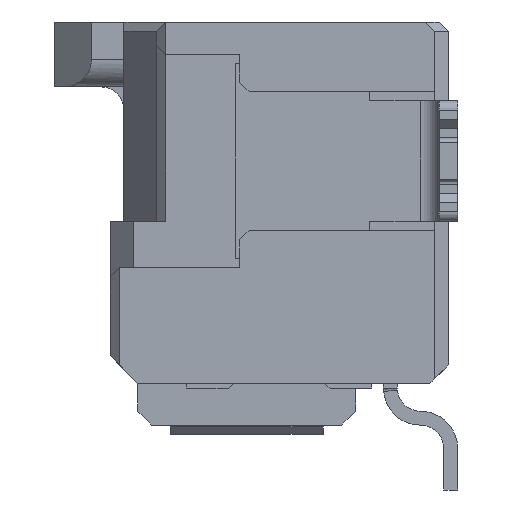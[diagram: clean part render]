
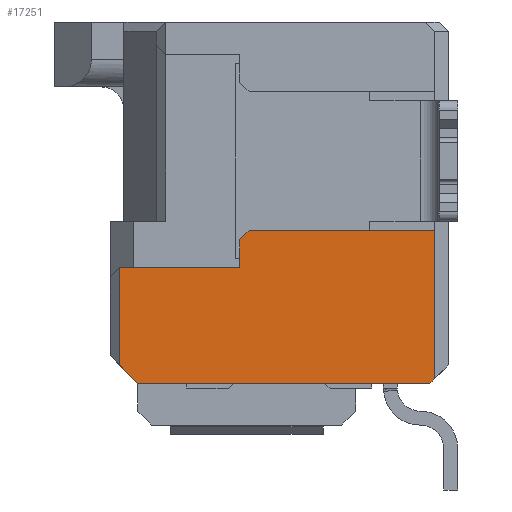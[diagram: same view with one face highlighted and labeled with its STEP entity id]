
A CAD part, left-side view. The second image highlights one B-rep face of the part: STEP entity #17251.
In plain terms, the highlighted planar face has unit normal (-1, 0, 0).
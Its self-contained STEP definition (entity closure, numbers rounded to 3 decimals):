
#565 = VERTEX_POINT ( 'NONE', #9546 ) ;
#1402 = LINE ( 'NONE', #11348, #36598 ) ;
#3966 = LINE ( 'NONE', #17794, #34124 ) ;
#4044 = LINE ( 'NONE', #28927, #37890 ) ;
#4542 = CARTESIAN_POINT ( 'NONE',  ( -12.55, 0.15, 0.5 ) ) ;
#5300 = CARTESIAN_POINT ( 'NONE',  ( -12.55, 2.25, 1.275 ) ) ;
#5670 = VECTOR ( 'NONE', #20003, 1000. ) ;
#5911 = VECTOR ( 'NONE', #29728, 1000. ) ;
#5944 = DIRECTION ( 'NONE',  ( 0., 0., -1. ) ) ;
#6003 = EDGE_CURVE ( 'NONE', #35225, #565, #33233, .T. ) ;
#6049 = ORIENTED_EDGE ( 'NONE', *, *, #14041, .T. ) ;
#6436 = CARTESIAN_POINT ( 'NONE',  ( -12.55, 2.15, 2.1 ) ) ;
#6556 = DIRECTION ( 'NONE',  ( 0., 0., 1. ) ) ;
#6841 = EDGE_LOOP ( 'NONE', ( #27582, #6049, #31428, #22932, #15451, #26086, #31447, #28002, #33632 ) ) ;
#7649 = EDGE_CURVE ( 'NONE', #565, #25701, #26879, .T. ) ;
#9255 = VERTEX_POINT ( 'NONE', #6436 ) ;
#9296 = CARTESIAN_POINT ( 'NONE',  ( -12.55, 3.55, 0.65 ) ) ;
#9546 = CARTESIAN_POINT ( 'NONE',  ( -12.55, 3.55, 1.7 ) ) ;
#9547 = DIRECTION ( 'NONE',  ( 0., -0.707, -0.707 ) ) ;
#11348 = CARTESIAN_POINT ( 'NONE',  ( -12.55, 2.15, 2.1 ) ) ;
#12169 = VERTEX_POINT ( 'NONE', #29664 ) ;
#12497 = EDGE_CURVE ( 'NONE', #9255, #16462, #1402, .T. ) ;
#12714 = CARTESIAN_POINT ( 'NONE',  ( -12.55, 3.55, 0.45 ) ) ;
#14041 = EDGE_CURVE ( 'NONE', #16462, #35225, #23558, .T. ) ;
#14641 = CARTESIAN_POINT ( 'NONE',  ( -12.55, 3.55, 0.65 ) ) ;
#14885 = EDGE_CURVE ( 'NONE', #12169, #36537, #37393, .T. ) ;
#15113 = CARTESIAN_POINT ( 'NONE',  ( -12.55, 2.25, 1.7 ) ) ;
#15117 = DIRECTION ( 'NONE',  ( 0., -0.707, 0.707 ) ) ;
#15451 = ORIENTED_EDGE ( 'NONE', *, *, #34767, .T. ) ;
#15567 = EDGE_CURVE ( 'NONE', #33928, #12169, #3966, .T. ) ;
#16462 = VERTEX_POINT ( 'NONE', #29207 ) ;
#16836 = VECTOR ( 'NONE', #9547, 1000. ) ;
#17251 = ADVANCED_FACE ( 'NONE', ( #17567 ), #27127, .T. ) ;
#17500 = DIRECTION ( 'NONE',  ( 0., 1., 0. ) ) ;
#17567 = FACE_OUTER_BOUND ( 'NONE', #6841, .T. ) ;
#17794 = CARTESIAN_POINT ( 'NONE',  ( -12.55, 3.55, 0.45 ) ) ;
#18206 = VECTOR ( 'NONE', #5944, 1000. ) ;
#18502 = CARTESIAN_POINT ( 'NONE',  ( -12.55, 0.15, 2.375 ) ) ;
#19293 = CARTESIAN_POINT ( 'NONE',  ( -12.55, 3.35, 0.45 ) ) ;
#19869 = CARTESIAN_POINT ( 'NONE',  ( -12.55, 3.55, 1.275 ) ) ;
#20003 = DIRECTION ( 'NONE',  ( 0., 0., -1. ) ) ;
#21250 = DIRECTION ( 'NONE',  ( -1., 0., 0. ) ) ;
#22932 = ORIENTED_EDGE ( 'NONE', *, *, #7649, .T. ) ;
#23196 = DIRECTION ( 'NONE',  ( 0., 1., 0. ) ) ;
#23558 = LINE ( 'NONE', #5300, #5670 ) ;
#23987 = VERTEX_POINT ( 'NONE', #29701 ) ;
#24080 = AXIS2_PLACEMENT_3D ( 'NONE', #12714, #21250, #6556 ) ;
#24635 = LINE ( 'NONE', #9296, #16836 ) ;
#25701 = VERTEX_POINT ( 'NONE', #14641 ) ;
#26086 = ORIENTED_EDGE ( 'NONE', *, *, #15567, .T. ) ;
#26566 = CARTESIAN_POINT ( 'NONE',  ( -12.55, 1.85, 1.7 ) ) ;
#26879 = LINE ( 'NONE', #19869, #18206 ) ;
#27127 = PLANE ( 'NONE',  #24080 ) ;
#27582 = ORIENTED_EDGE ( 'NONE', *, *, #12497, .T. ) ;
#28002 = ORIENTED_EDGE ( 'NONE', *, *, #31599, .T. ) ;
#28927 = CARTESIAN_POINT ( 'NONE',  ( -12.55, 1.85, 2.1 ) ) ;
#29207 = CARTESIAN_POINT ( 'NONE',  ( -12.55, 2.25, 2. ) ) ;
#29660 = DIRECTION ( 'NONE',  ( 0., -1., 0. ) ) ;
#29664 = CARTESIAN_POINT ( 'NONE',  ( -12.55, 0.2, 0.45 ) ) ;
#29701 = CARTESIAN_POINT ( 'NONE',  ( -12.55, 0.15, 2.1 ) ) ;
#29728 = DIRECTION ( 'NONE',  ( 0., 0., 1. ) ) ;
#31428 = ORIENTED_EDGE ( 'NONE', *, *, #6003, .T. ) ;
#31447 = ORIENTED_EDGE ( 'NONE', *, *, #14885, .T. ) ;
#31599 = EDGE_CURVE ( 'NONE', #36537, #23987, #32415, .T. ) ;
#31972 = EDGE_CURVE ( 'NONE', #23987, #9255, #4044, .T. ) ;
#32415 = LINE ( 'NONE', #18502, #5911 ) ;
#33233 = LINE ( 'NONE', #26566, #36889 ) ;
#33301 = VECTOR ( 'NONE', #15117, 1000. ) ;
#33632 = ORIENTED_EDGE ( 'NONE', *, *, #31972, .T. ) ;
#33928 = VERTEX_POINT ( 'NONE', #19293 ) ;
#34124 = VECTOR ( 'NONE', #29660, 1000. ) ;
#34689 = DIRECTION ( 'NONE',  ( 0., 0.707, -0.707 ) ) ;
#34767 = EDGE_CURVE ( 'NONE', #25701, #33928, #24635, .T. ) ;
#34852 = CARTESIAN_POINT ( 'NONE',  ( -12.55, 0.1, 0.55 ) ) ;
#35225 = VERTEX_POINT ( 'NONE', #15113 ) ;
#36537 = VERTEX_POINT ( 'NONE', #4542 ) ;
#36598 = VECTOR ( 'NONE', #34689, 1000. ) ;
#36889 = VECTOR ( 'NONE', #17500, 1000. ) ;
#37393 = LINE ( 'NONE', #34852, #33301 ) ;
#37890 = VECTOR ( 'NONE', #23196, 1000. ) ;
